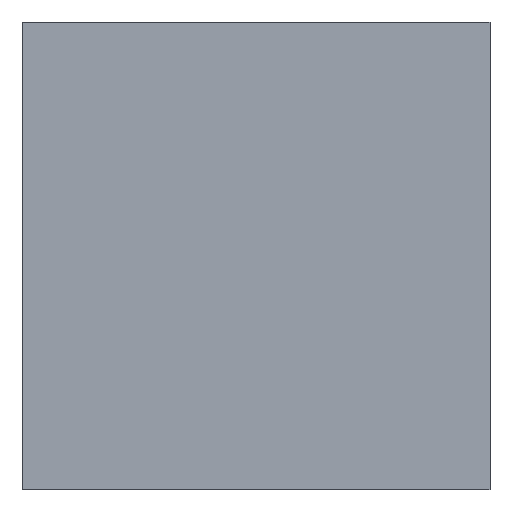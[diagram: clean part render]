
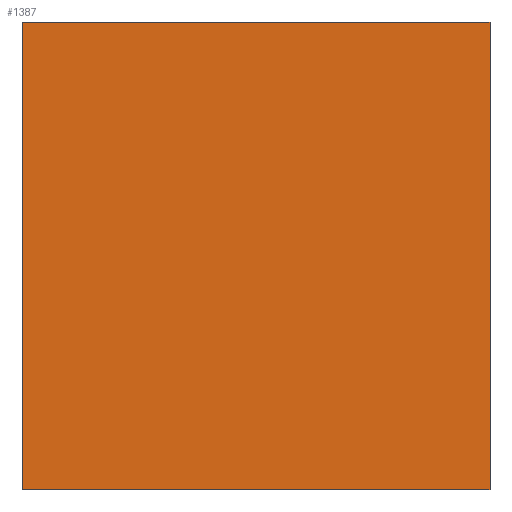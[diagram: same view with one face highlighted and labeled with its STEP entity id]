
A CAD part, front view. The second image highlights one B-rep face of the part: STEP entity #1387.
In plain terms, the highlighted planar face has unit normal (0, -1, 0).
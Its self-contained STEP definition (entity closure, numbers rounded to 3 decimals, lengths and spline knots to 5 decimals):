
#1291=CARTESIAN_POINT('',(28.4537,6.57005,0.3));
#1292=VERTEX_POINT('',#1291);
#1309=CARTESIAN_POINT('',(28.1537,6.57005,0.3));
#1310=VERTEX_POINT('',#1309);
#1317=CARTESIAN_POINT('',(28.1537,6.57005,0.3));
#1318=DIRECTION('',(1.0,0.0,0.0));
#1319=VECTOR('',#1318,0.3);
#1320=LINE('',#1317,#1319);
#1321=EDGE_CURVE('',#1310,#1292,#1320,.T.);
#1333=CARTESIAN_POINT('',(28.4537,6.57005,0.0));
#1334=VERTEX_POINT('',#1333);
#1341=CARTESIAN_POINT('',(28.1537,6.57005,0.0));
#1342=VERTEX_POINT('',#1341);
#1343=CARTESIAN_POINT('',(28.4537,6.57005,0.0));
#1344=DIRECTION('',(-1.0,0.0,0.0));
#1345=VECTOR('',#1344,0.3);
#1346=LINE('',#1343,#1345);
#1347=EDGE_CURVE('',#1334,#1342,#1346,.T.);
#1366=CARTESIAN_POINT('',(28.3037,6.57005,0.15));
#1367=DIRECTION('',(0.0,1.0,0.0));
#1368=DIRECTION('',(0.0,0.0,1.0));
#1369=AXIS2_PLACEMENT_3D('',#1366,#1367,#1368);
#1370=PLANE('',#1369);
#1371=CARTESIAN_POINT('',(28.1537,6.57005,0.3));
#1372=DIRECTION('',(0.0,0.0,-1.0));
#1373=VECTOR('',#1372,0.3);
#1374=LINE('',#1371,#1373);
#1375=EDGE_CURVE('',#1310,#1342,#1374,.T.);
#1376=ORIENTED_EDGE('',*,*,#1375,.T.);
#1377=ORIENTED_EDGE('',*,*,#1347,.F.);
#1378=CARTESIAN_POINT('',(28.4537,6.57005,0.3));
#1379=DIRECTION('',(0.0,0.0,-1.0));
#1380=VECTOR('',#1379,0.3);
#1381=LINE('',#1378,#1380);
#1382=EDGE_CURVE('',#1292,#1334,#1381,.T.);
#1383=ORIENTED_EDGE('',*,*,#1382,.F.);
#1384=ORIENTED_EDGE('',*,*,#1321,.F.);
#1385=EDGE_LOOP('',(#1376,#1377,#1383,#1384));
#1386=FACE_OUTER_BOUND('',#1385,.T.);
#1387=ADVANCED_FACE('',(#1386),#1370,.F.);
